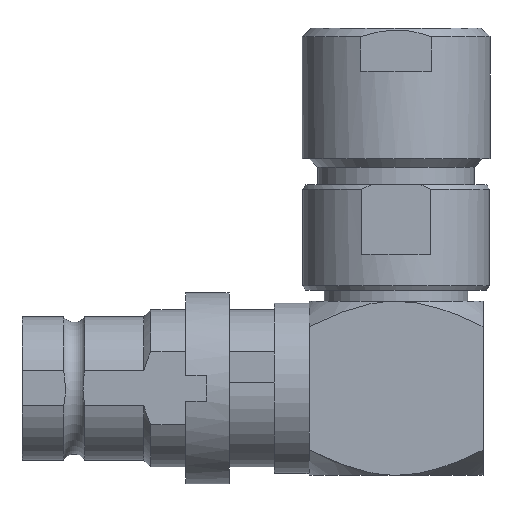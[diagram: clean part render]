
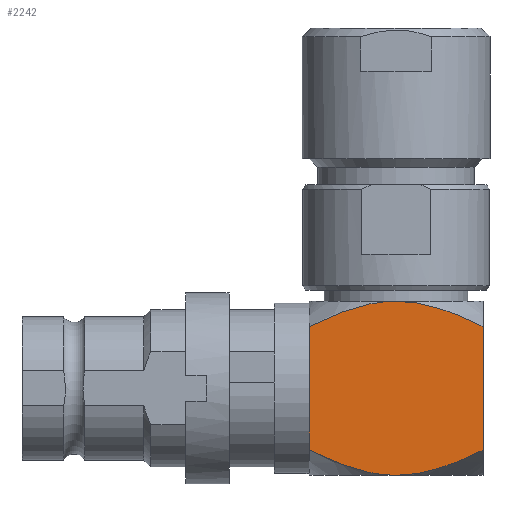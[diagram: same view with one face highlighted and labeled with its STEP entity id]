
A CAD part, left-side view. The second image highlights one B-rep face of the part: STEP entity #2242.
In plain terms, the highlighted planar face has unit normal (-1, 0, 0).
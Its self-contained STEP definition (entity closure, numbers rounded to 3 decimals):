
#1=CARTESIAN_POINT('',(-5.,-3.25,-11.4));
#2=CARTESIAN_POINT('',(-5.,-3.554,-11.551));
#3=CARTESIAN_POINT('',(-5.,-4.136,-11.825));
#4=CARTESIAN_POINT('',(-5.,-4.926,-12.155));
#5=CARTESIAN_POINT('',(-5.,-5.646,-12.411));
#6=CARTESIAN_POINT('',(-5.,-6.319,-12.606));
#7=CARTESIAN_POINT('',(-5.,-6.969,-12.746));
#8=CARTESIAN_POINT('',(-5.,-7.611,-12.831));
#9=CARTESIAN_POINT('',(-5.,-8.037,-12.85));
#10=CARTESIAN_POINT('',(-5.,-8.25,-12.85));
#12=DIRECTION('',(0.,0.,1.));
#13=VECTOR('',#12,7.101);
#14=CARTESIAN_POINT('',(-5.,-3.25,-11.4));
#15=LINE('',#14,#13);
#16=CARTESIAN_POINT('',(-5.,-3.25,-4.3));
#17=CARTESIAN_POINT('',(-5.,-3.554,-4.149));
#18=CARTESIAN_POINT('',(-5.,-4.136,-3.875));
#19=CARTESIAN_POINT('',(-5.,-4.926,-3.545));
#20=CARTESIAN_POINT('',(-5.,-5.646,-3.289));
#21=CARTESIAN_POINT('',(-5.,-6.319,-3.094));
#22=CARTESIAN_POINT('',(-5.,-6.969,-2.954));
#23=CARTESIAN_POINT('',(-5.,-7.611,-2.869));
#24=CARTESIAN_POINT('',(-5.,-8.037,-2.85));
#25=CARTESIAN_POINT('',(-5.,-8.25,-2.85));
#27=CARTESIAN_POINT('',(-5.,-8.25,-2.85));
#28=CARTESIAN_POINT('',(-5.,-8.463,-2.85));
#29=CARTESIAN_POINT('',(-5.,-8.889,-2.869));
#30=CARTESIAN_POINT('',(-5.,-9.53,-2.954));
#31=CARTESIAN_POINT('',(-5.,-10.18,-3.094));
#32=CARTESIAN_POINT('',(-5.,-10.853,-3.288));
#33=CARTESIAN_POINT('',(-5.,-11.572,-3.544));
#34=CARTESIAN_POINT('',(-5.,-12.363,-3.874));
#35=CARTESIAN_POINT('',(-5.,-12.946,-4.149));
#36=CARTESIAN_POINT('',(-5.,-13.25,-4.3));
#38=DIRECTION('',(0.,0.,-1.));
#39=VECTOR('',#38,7.101);
#40=CARTESIAN_POINT('',(-5.,-13.25,-4.3));
#41=LINE('',#40,#39);
#42=CARTESIAN_POINT('',(-5.,-8.25,-12.85));
#43=CARTESIAN_POINT('',(-5.,-8.463,-12.85));
#44=CARTESIAN_POINT('',(-5.,-8.889,-12.831));
#45=CARTESIAN_POINT('',(-5.,-9.53,-12.746));
#46=CARTESIAN_POINT('',(-5.,-10.18,-12.606));
#47=CARTESIAN_POINT('',(-5.,-10.853,-12.412));
#48=CARTESIAN_POINT('',(-5.,-11.572,-12.156));
#49=CARTESIAN_POINT('',(-5.,-12.363,-11.826));
#50=CARTESIAN_POINT('',(-5.,-12.946,-11.551));
#51=CARTESIAN_POINT('',(-5.,-13.25,-11.4));
#2025=VERTEX_POINT('',#1);
#2026=VERTEX_POINT('',#10);
#2027=VERTEX_POINT('',#51);
#2028=VERTEX_POINT('',#16);
#2029=VERTEX_POINT('',#25);
#2030=VERTEX_POINT('',#36);
#2223=CARTESIAN_POINT('',(-5.,0.,0.));
#2224=DIRECTION('',(1.,0.,0.));
#2225=DIRECTION('',(0.,-1.,0.));
#2226=AXIS2_PLACEMENT_3D('',#2223,#2224,#2225);
#2227=PLANE('',#2226);
#2229=ORIENTED_EDGE('',*,*,#2228,.F.);
#2231=ORIENTED_EDGE('',*,*,#2230,.T.);
#2233=ORIENTED_EDGE('',*,*,#2232,.T.);
#2235=ORIENTED_EDGE('',*,*,#2234,.T.);
#2237=ORIENTED_EDGE('',*,*,#2236,.T.);
#2239=ORIENTED_EDGE('',*,*,#2238,.F.);
#2240=EDGE_LOOP('',(#2229,#2231,#2233,#2235,#2237,#2239));
#2241=FACE_OUTER_BOUND('',#2240,.F.);
#11=B_SPLINE_CURVE_WITH_KNOTS('',3,(#1,#2,#3,#4,#5,#6,#7,#8,#9,#10),
.UNSPECIFIED.,.F.,.F.,(4,1,1,1,1,1,1,4),(0.,0.143,
0.286,0.429,0.571,0.714,
0.857,1.),.UNSPECIFIED.);
#26=B_SPLINE_CURVE_WITH_KNOTS('',3,(#16,#17,#18,#19,#20,#21,#22,#23,#24,#25),
.UNSPECIFIED.,.F.,.F.,(4,1,1,1,1,1,1,4),(0.,0.143,
0.286,0.429,0.571,0.714,
0.857,1.),.UNSPECIFIED.);
#37=B_SPLINE_CURVE_WITH_KNOTS('',3,(#27,#28,#29,#30,#31,#32,#33,#34,#35,#36),
.UNSPECIFIED.,.F.,.F.,(4,1,1,1,1,1,1,4),(0.,0.143,
0.286,0.429,0.571,0.714,
0.857,1.),.UNSPECIFIED.);
#52=B_SPLINE_CURVE_WITH_KNOTS('',3,(#42,#43,#44,#45,#46,#47,#48,#49,#50,#51),
.UNSPECIFIED.,.F.,.F.,(4,1,1,1,1,1,1,4),(0.,0.143,
0.286,0.429,0.571,0.714,
0.857,1.),.UNSPECIFIED.);
#2228=EDGE_CURVE('',#2025,#2026,#11,.T.);
#2230=EDGE_CURVE('',#2025,#2028,#15,.T.);
#2232=EDGE_CURVE('',#2028,#2029,#26,.T.);
#2234=EDGE_CURVE('',#2029,#2030,#37,.T.);
#2236=EDGE_CURVE('',#2030,#2027,#41,.T.);
#2238=EDGE_CURVE('',#2026,#2027,#52,.T.);
#2242=ADVANCED_FACE('',(#2241),#2227,.F.);
